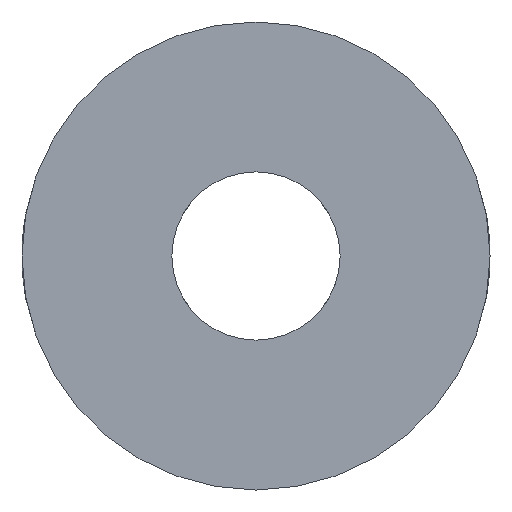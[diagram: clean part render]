
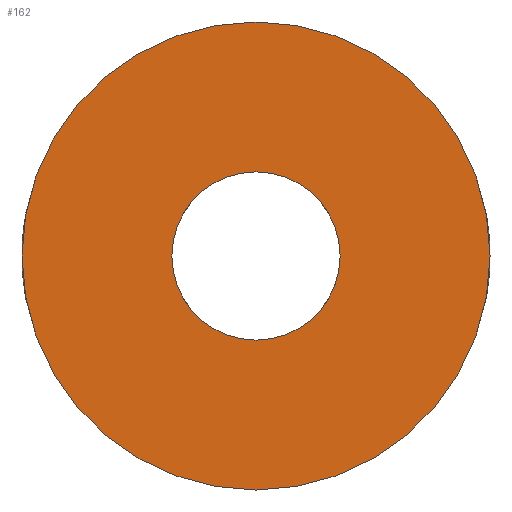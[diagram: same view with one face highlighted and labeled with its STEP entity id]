
A CAD part, front view. The second image highlights one B-rep face of the part: STEP entity #162.
In plain terms, the highlighted planar face has unit normal (0, -1, 0).
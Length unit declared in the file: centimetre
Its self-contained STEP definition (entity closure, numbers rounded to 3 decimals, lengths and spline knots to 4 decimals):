
#19=PLANE('',#180);
#21=CIRCLE('',#171,0.8);
#26=CIRCLE('',#179,0.2875);
#43=FACE_BOUND('',#80,.T.);
#53=FACE_OUTER_BOUND('',#79,.T.);
#79=EDGE_LOOP('',(#143));
#80=EDGE_LOOP('',(#144));
#99=VERTEX_POINT('',#502);
#104=VERTEX_POINT('',#515);
#113=EDGE_CURVE('',#99,#99,#21,.T.);
#118=EDGE_CURVE('',#104,#104,#26,.T.);
#143=ORIENTED_EDGE('',*,*,#113,.T.);
#144=ORIENTED_EDGE('',*,*,#118,.T.);
#162=ADVANCED_FACE('',(#53,#43),#19,.F.);
#171=AXIS2_PLACEMENT_3D('',#503,#194,#195);
#179=AXIS2_PLACEMENT_3D('',#516,#210,#211);
#180=AXIS2_PLACEMENT_3D('',#517,#212,#213);
#194=DIRECTION('center_axis',(0.,-1.,0.));
#195=DIRECTION('ref_axis',(1.,0.,0.));
#210=DIRECTION('center_axis',(0.,1.,0.));
#211=DIRECTION('ref_axis',(-1.,0.,0.));
#212=DIRECTION('center_axis',(0.,1.,0.));
#213=DIRECTION('ref_axis',(1.,0.,0.));
#502=CARTESIAN_POINT('',(0.2,0.,1.));
#503=CARTESIAN_POINT('Origin',(1.,0.,1.));
#515=CARTESIAN_POINT('',(1.2875,0.,1.));
#516=CARTESIAN_POINT('Origin',(1.,0.,1.));
#517=CARTESIAN_POINT('Origin',(1.,0.,1.));
